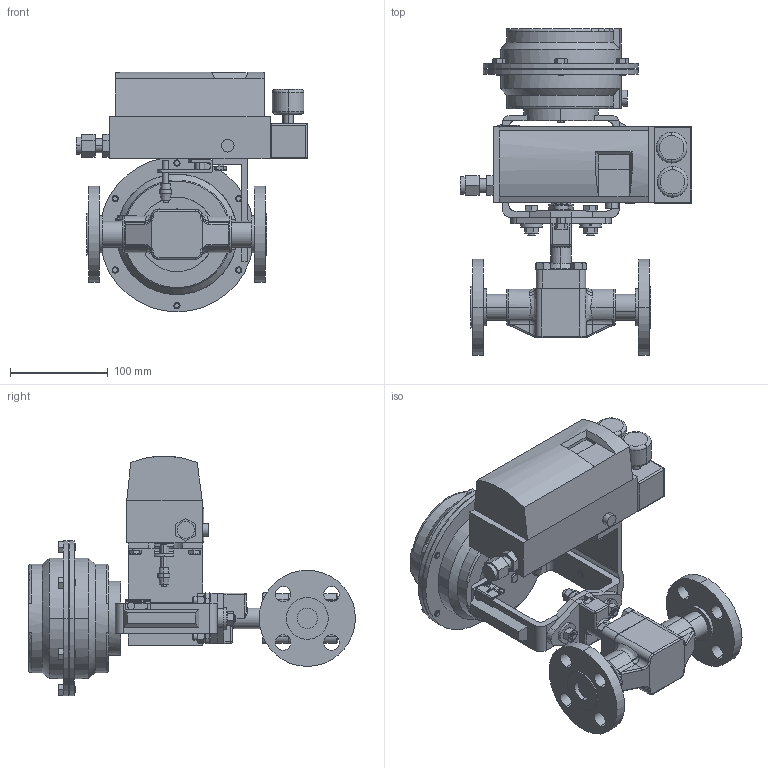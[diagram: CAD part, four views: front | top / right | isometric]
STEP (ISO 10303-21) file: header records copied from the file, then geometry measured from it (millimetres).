
FILE_DESCRIPTION (( 'STEP AP203' ), '1' );
FILE_NAME ('708SP-075-CS+S6-F5-14M-16IQ.STEP', '2017-09-14T13:43:39', ( '' ), ( '' ), 'SwSTEP 2.0', 'SolidWorks 2014', '' );
FILE_SCHEMA (( 'CONFIG_CONTROL_DESIGN' ));
Length unit declared in the file: inch
Products named in the file (1): 708SP-075-CS+S6-F5-14M-16IQ
Bounding box: 236.54 x 334.51 x 245.46 mm (x, y, z)
Volume: 2899619.1 mm3; surface area: 306502.7 mm2
Topology: 4 solids, 4 shells, 1037 faces, 2528 edges, 1564 vertices
Faces by surface type: plane 462, cylinder 260, cone 175, bspline 80, torus 50, sphere 10
Entity records: 37633 total; most frequent: CARTESIAN_POINT 13910, ORIENTED_EDGE 5028, DIRECTION 4720, EDGE_CURVE 2514, AXIS2_PLACEMENT_3D 1753, VERTEX_POINT 1564, VECTOR 1214, LINE 1214
